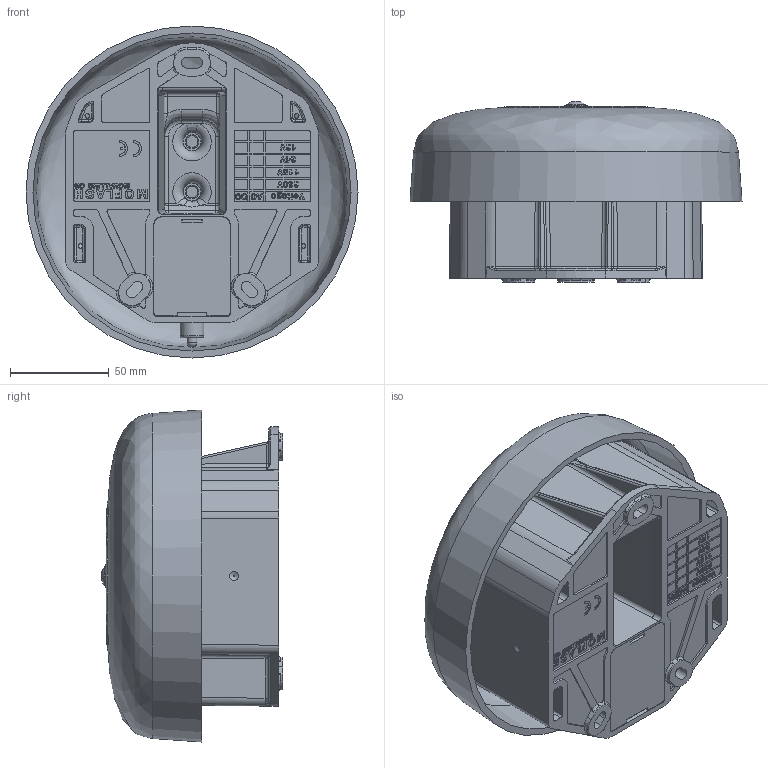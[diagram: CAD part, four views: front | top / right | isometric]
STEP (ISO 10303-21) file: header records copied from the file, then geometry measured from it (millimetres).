
FILE_DESCRIPTION (( 'STEP AP214' ), '1' );
FILE_NAME ('Moflash A6BM.STEP', '2017-03-31T09:41:42', ( '' ), ( '' ), 'SwSTEP 2.0', 'SolidWorks 2016', '' );
FILE_SCHEMA (( 'AUTOMOTIVE_DESIGN' ));
Length unit declared in the file: millimetre
Products named in the file (1): Moflash A6BM
Bounding box: 168 x 91.74 x 168 mm (x, y, z)
Volume: 544205.8 mm3; surface area: 255812.4 mm2
Topology: 10 solids, 10 shells, 2696 faces, 7193 edges, 4622 vertices
Faces by surface type: plane 1283, bspline 752, cylinder 427, cone 126, torus 69, sphere 39
Full cylindrical faces by diameter (mm): 0.5 x4, 2.2 x2, 2.3 x4, 3.3 x1, 4 x1, 5 x1, 5.5 x1, 6 x4, 6.5 x1, 7 x2, 8.07 x4, 9.07 x6, 12 x2, 15 x1, 19.7 x1, 24.8 x1
Entity records: 142179 total; most frequent: CARTESIAN_POINT 52360, ORIENTED_EDGE 14064, DIRECTION 9698, EDGE_CURVE 7032, VERTEX_POINT 4589, LINE 3950, VECTOR 3950, EDGE_LOOP 2983
